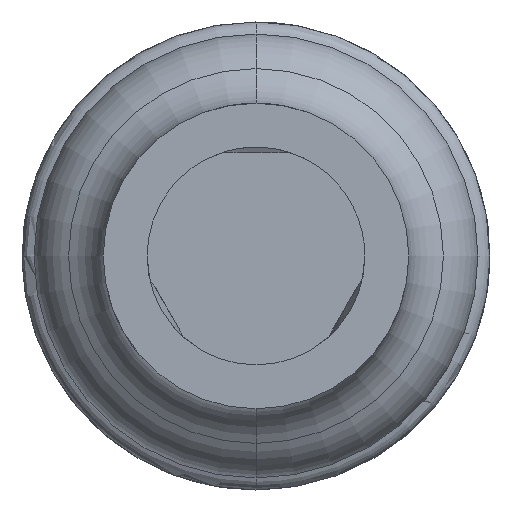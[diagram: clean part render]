
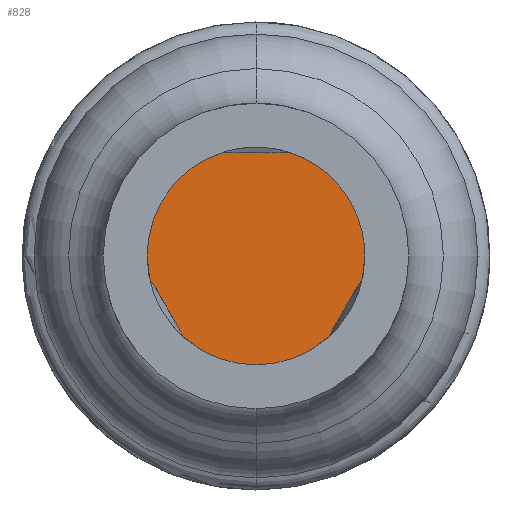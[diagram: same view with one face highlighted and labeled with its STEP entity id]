
A CAD part, front view. The second image highlights one B-rep face of the part: STEP entity #828.
In plain terms, the highlighted planar face has unit normal (0, -1, 0).
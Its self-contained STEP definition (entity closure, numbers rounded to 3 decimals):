
#257 = ORIENTED_EDGE ( 'NONE', *, *, #3770, .F. ) ;
#438 = CARTESIAN_POINT ( 'NONE',  ( -0.513, -24.7, 0. ) ) ;
#472 = VERTEX_POINT ( 'NONE', #535 ) ;
#535 = CARTESIAN_POINT ( 'NONE',  ( -0.513, -24.7, 0. ) ) ;
#828 = ADVANCED_FACE ( 'NONE', ( #1929 ), #4222, .F. ) ;
#908 = CARTESIAN_POINT ( 'NONE',  ( 0.513, -24.7, 0. ) ) ;
#937 = CARTESIAN_POINT ( 'NONE',  ( 0.513, -24.7, 0. ) ) ;
#942 = CARTESIAN_POINT ( 'NONE',  ( 0.458, -24.7, 0.268 ) ) ;
#1152 = CARTESIAN_POINT ( 'NONE',  ( -0.458, -24.7, -0.268 ) ) ;
#1328 = EDGE_CURVE ( 'NONE', #2170, #472, #1367, .T. ) ;
#1367 = B_SPLINE_CURVE_WITH_KNOTS ( 'NONE', 3,
 ( #2766, #2206, #3274, #1152, #3907, #2743 ),
 .UNSPECIFIED., .F., .F.,
 ( 4, 2, 4 ),
 ( 0.5, 0.75, 1. ),
 .UNSPECIFIED. ) ;
#1508 = CARTESIAN_POINT ( 'NONE',  ( 0.513, -24.7, 0. ) ) ;
#1620 = CARTESIAN_POINT ( 'NONE',  ( 0., -24.7, -0.513 ) ) ;
#1630 = VERTEX_POINT ( 'NONE', #908 ) ;
#1929 = FACE_OUTER_BOUND ( 'NONE', #6569, .T. ) ;
#2170 = VERTEX_POINT ( 'NONE', #1620 ) ;
#2206 = CARTESIAN_POINT ( 'NONE',  ( -0.134, -24.7, -0.513 ) ) ;
#2520 = CARTESIAN_POINT ( 'NONE',  ( -0.458, -24.7, 0.268 ) ) ;
#2541 = CARTESIAN_POINT ( 'NONE',  ( 0., -24.7, -0.513 ) ) ;
#2743 = CARTESIAN_POINT ( 'NONE',  ( -0.513, -24.7, 0. ) ) ;
#2766 = CARTESIAN_POINT ( 'NONE',  ( 0., -24.7, -0.513 ) ) ;
#3109 = CARTESIAN_POINT ( 'NONE',  ( -0.513, -24.7, 0.134 ) ) ;
#3138 = CARTESIAN_POINT ( 'NONE',  ( -0.268, -24.7, 0.458 ) ) ;
#3157 = CARTESIAN_POINT ( 'NONE',  ( -0.134, -24.7, 0.513 ) ) ;
#3225 = CARTESIAN_POINT ( 'NONE',  ( 0., -24.7, 0.513 ) ) ;
#3243 = CARTESIAN_POINT ( 'NONE',  ( 0., -24.7, 0. ) ) ;
#3274 = CARTESIAN_POINT ( 'NONE',  ( -0.268, -24.7, -0.458 ) ) ;
#3369 = ORIENTED_EDGE ( 'NONE', *, *, #4419, .F. ) ;
#3625 = CARTESIAN_POINT ( 'NONE',  ( 0.268, -24.7, -0.458 ) ) ;
#3666 = B_SPLINE_CURVE_WITH_KNOTS ( 'NONE', 3,
 ( #937, #5770, #4700, #3625, #5242, #2541 ),
 .UNSPECIFIED., .F., .F.,
 ( 4, 2, 4 ),
 ( 0., 0.25, 0.5 ),
 .UNSPECIFIED. ) ;
#3770 = EDGE_CURVE ( 'NONE', #1630, #2170, #3666, .T. ) ;
#3813 = VERTEX_POINT ( 'NONE', #3225 ) ;
#3907 = CARTESIAN_POINT ( 'NONE',  ( -0.513, -24.7, -0.134 ) ) ;
#4058 = ORIENTED_EDGE ( 'NONE', *, *, #1328, .F. ) ;
#4222 = PLANE ( 'NONE',  #4761 ) ;
#4261 = DIRECTION ( 'NONE',  ( 0., 1., 0. ) ) ;
#4285 = B_SPLINE_CURVE_WITH_KNOTS ( 'NONE', 3,
 ( #438, #3109, #2520, #3138, #3157, #5789 ),
 .UNSPECIFIED., .F., .F.,
 ( 4, 2, 4 ),
 ( 0., 0.25, 0.5 ),
 .UNSPECIFIED. ) ;
#4292 = DIRECTION ( 'NONE',  ( -1., 0., 0. ) ) ;
#4419 = EDGE_CURVE ( 'NONE', #472, #3813, #4285, .T. ) ;
#4627 = ORIENTED_EDGE ( 'NONE', *, *, #5069, .F. ) ;
#4700 = CARTESIAN_POINT ( 'NONE',  ( 0.458, -24.7, -0.268 ) ) ;
#4733 = CARTESIAN_POINT ( 'NONE',  ( 0., -24.7, 0.513 ) ) ;
#4761 = AXIS2_PLACEMENT_3D ( 'NONE', #3243, #4261, #4292 ) ;
#5069 = EDGE_CURVE ( 'NONE', #3813, #1630, #5505, .T. ) ;
#5242 = CARTESIAN_POINT ( 'NONE',  ( 0.134, -24.7, -0.513 ) ) ;
#5248 = CARTESIAN_POINT ( 'NONE',  ( 0.513, -24.7, 0.134 ) ) ;
#5266 = CARTESIAN_POINT ( 'NONE',  ( 0.134, -24.7, 0.513 ) ) ;
#5505 = B_SPLINE_CURVE_WITH_KNOTS ( 'NONE', 3,
 ( #4733, #5266, #6357, #942, #5248, #1508 ),
 .UNSPECIFIED., .F., .F.,
 ( 4, 2, 4 ),
 ( 0.5, 0.75, 1. ),
 .UNSPECIFIED. ) ;
#5770 = CARTESIAN_POINT ( 'NONE',  ( 0.513, -24.7, -0.134 ) ) ;
#5789 = CARTESIAN_POINT ( 'NONE',  ( 0., -24.7, 0.513 ) ) ;
#6357 = CARTESIAN_POINT ( 'NONE',  ( 0.268, -24.7, 0.458 ) ) ;
#6569 = EDGE_LOOP ( 'NONE', ( #257, #4627, #3369, #4058 ) ) ;
